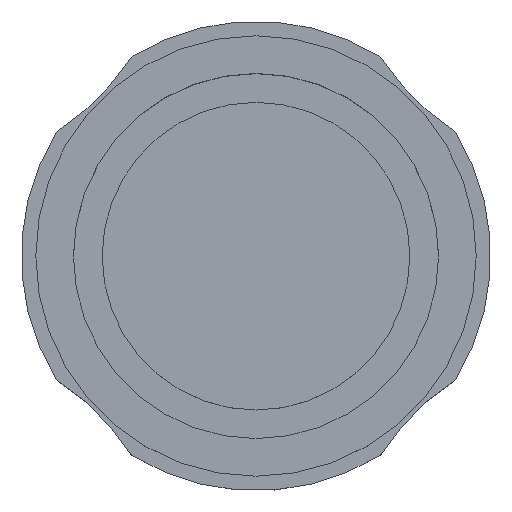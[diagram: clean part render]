
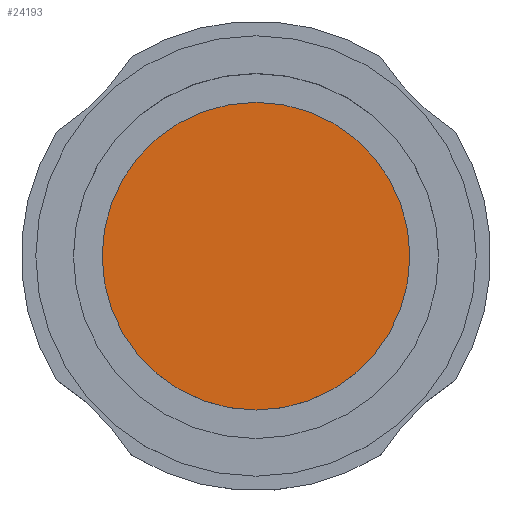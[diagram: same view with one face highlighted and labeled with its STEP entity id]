
A CAD part, top view. The second image highlights one B-rep face of the part: STEP entity #24193.
In plain terms, the highlighted planar face has unit normal (0, 0, 1).
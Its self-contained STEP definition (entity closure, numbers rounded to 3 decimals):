
#24193 = ADVANCED_FACE('',(#24194),#24207,.F.);
#24194 = FACE_BOUND('',#24195,.T.);
#24195 = EDGE_LOOP('',(#24196));
#24196 = ORIENTED_EDGE('',*,*,#24197,.F.);
#24197 = EDGE_CURVE('',#24198,#24198,#24200,.T.);
#24198 = VERTEX_POINT('',#24199);
#24199 = CARTESIAN_POINT('',(0.,-53.1,21.));
#24200 = SURFACE_CURVE('',#24201,(#24206,#24218),.PCURVE_S1.);
#24201 = CIRCLE('',#24202,53.1);
#24202 = AXIS2_PLACEMENT_3D('',#24203,#24204,#24205);
#24203 = CARTESIAN_POINT('',(0.,0.,21.
    ));
#24204 = DIRECTION('',(0.,0.,-1.));
#24205 = DIRECTION('',(0.,-1.,0.));
#24206 = PCURVE('',#24207,#24212);
#24207 = PLANE('',#24208);
#24208 = AXIS2_PLACEMENT_3D('',#24209,#24210,#24211);
#24209 = CARTESIAN_POINT('',(0.,0.,21.
    ));
#24210 = DIRECTION('',(0.,0.,-1.));
#24211 = DIRECTION('',(0.,-1.,0.));
#24212 = DEFINITIONAL_REPRESENTATION('',(#24213),#24217);
#24213 = CIRCLE('',#24214,53.1);
#24214 = AXIS2_PLACEMENT_2D('',#24215,#24216);
#24215 = CARTESIAN_POINT('',(0.,0.));
#24216 = DIRECTION('',(1.,0.));
#24217 = ( GEOMETRIC_REPRESENTATION_CONTEXT(2) 
PARAMETRIC_REPRESENTATION_CONTEXT() REPRESENTATION_CONTEXT('2D SPACE',''
  ) );
#24218 = PCURVE('',#24219,#24224);
#24219 = CYLINDRICAL_SURFACE('',#24220,53.1);
#24220 = AXIS2_PLACEMENT_3D('',#24221,#24222,#24223);
#24221 = CARTESIAN_POINT('',(0.,0.,15.)
  );
#24222 = DIRECTION('',(0.,0.,1.));
#24223 = DIRECTION('',(0.,-1.,0.));
#24224 = DEFINITIONAL_REPRESENTATION('',(#24225),#24251);
#24225 = B_SPLINE_CURVE_WITH_KNOTS('',3,(#24226,#24227,#24228,#24229,
    #24230,#24231,#24232,#24233,#24234,#24235,#24236,#24237,#24238,
    #24239,#24240,#24241,#24242,#24243,#24244,#24245,#24246,#24247,
    #24248,#24249,#24250),.UNSPECIFIED.,.F.,.F.,(4,1,1,1,1,1,1,1,1,1,1,1
    ,1,1,1,1,1,1,1,1,1,1,4),(0.,0.286,0.571,
    0.857,1.142,1.428,1.714,
    1.999,2.285,2.57,2.856,
    3.142,3.427,3.713,3.998,
    4.284,4.57,4.855,5.141,
    5.426,5.712,5.998,6.283),
  .QUASI_UNIFORM_KNOTS.);
#24226 = CARTESIAN_POINT('',(6.283,6.));
#24227 = CARTESIAN_POINT('',(6.188,6.));
#24228 = CARTESIAN_POINT('',(5.998,6.));
#24229 = CARTESIAN_POINT('',(5.712,6.));
#24230 = CARTESIAN_POINT('',(5.426,6.));
#24231 = CARTESIAN_POINT('',(5.141,6.));
#24232 = CARTESIAN_POINT('',(4.855,6.));
#24233 = CARTESIAN_POINT('',(4.57,6.));
#24234 = CARTESIAN_POINT('',(4.284,6.));
#24235 = CARTESIAN_POINT('',(3.998,6.));
#24236 = CARTESIAN_POINT('',(3.713,6.));
#24237 = CARTESIAN_POINT('',(3.427,6.));
#24238 = CARTESIAN_POINT('',(3.142,6.));
#24239 = CARTESIAN_POINT('',(2.856,6.));
#24240 = CARTESIAN_POINT('',(2.57,6.));
#24241 = CARTESIAN_POINT('',(2.285,6.));
#24242 = CARTESIAN_POINT('',(1.999,6.));
#24243 = CARTESIAN_POINT('',(1.714,6.));
#24244 = CARTESIAN_POINT('',(1.428,6.));
#24245 = CARTESIAN_POINT('',(1.142,6.));
#24246 = CARTESIAN_POINT('',(0.857,6.));
#24247 = CARTESIAN_POINT('',(0.571,6.));
#24248 = CARTESIAN_POINT('',(0.286,6.));
#24249 = CARTESIAN_POINT('',(0.095,6.));
#24250 = CARTESIAN_POINT('',(0.,6.));
#24251 = ( GEOMETRIC_REPRESENTATION_CONTEXT(2) 
PARAMETRIC_REPRESENTATION_CONTEXT() REPRESENTATION_CONTEXT('2D SPACE',''
  ) );
